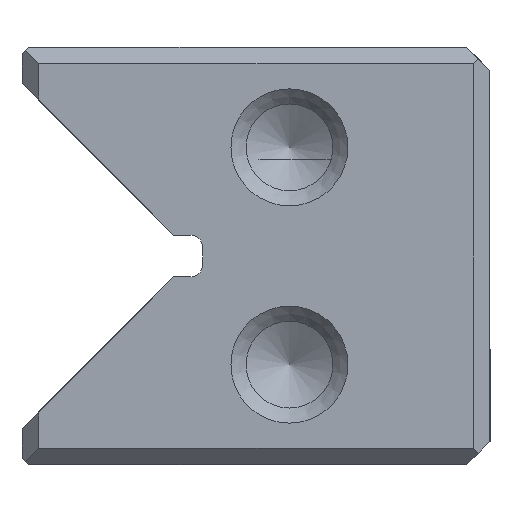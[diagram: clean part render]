
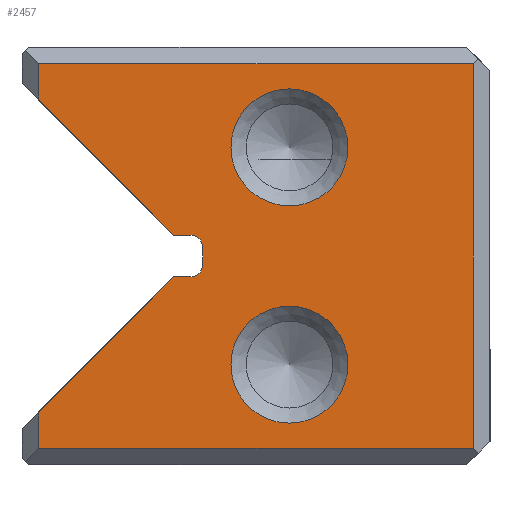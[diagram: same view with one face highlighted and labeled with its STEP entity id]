
A CAD part, left-side view. The second image highlights one B-rep face of the part: STEP entity #2457.
In plain terms, the highlighted planar face has unit normal (-1, 0, 0).
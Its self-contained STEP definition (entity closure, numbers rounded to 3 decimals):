
#2457=ADVANCED_FACE('',(#3337,#3338,#3339),#2826,.T.);
#2826=PLANE('',#8624);
#3066=CIRCLE('',#8620,3.5);
#3067=CIRCLE('',#8621,3.5);
#3068=CIRCLE('',#8622,0.7);
#3069=CIRCLE('',#8623,0.7);
#3337=FACE_BOUND('',#3505,.T.);
#3338=FACE_BOUND('',#3506,.T.);
#3339=FACE_BOUND('',#3507,.T.);
#3505=EDGE_LOOP('',(#4179));
#3506=EDGE_LOOP('',(#4180));
#3507=EDGE_LOOP('',(#4181,#4182,#4183,#4184,#4185,#4186,#4187,#4188,#4189,
#4190,#4191,#4192));
#4179=ORIENTED_EDGE('',*,*,#6619,.F.);
#4180=ORIENTED_EDGE('',*,*,#6620,.T.);
#4181=ORIENTED_EDGE('',*,*,#6621,.F.);
#4182=ORIENTED_EDGE('',*,*,#6622,.T.);
#4183=ORIENTED_EDGE('',*,*,#6623,.T.);
#4184=ORIENTED_EDGE('',*,*,#6624,.T.);
#4185=ORIENTED_EDGE('',*,*,#6625,.T.);
#4186=ORIENTED_EDGE('',*,*,#6626,.T.);
#4187=ORIENTED_EDGE('',*,*,#6627,.T.);
#4188=ORIENTED_EDGE('',*,*,#6628,.T.);
#4189=ORIENTED_EDGE('',*,*,#6629,.T.);
#4190=ORIENTED_EDGE('',*,*,#6630,.T.);
#4191=ORIENTED_EDGE('',*,*,#6631,.T.);
#4192=ORIENTED_EDGE('',*,*,#6632,.F.);
#5991=VERTEX_POINT('',#11021);
#5992=VERTEX_POINT('',#11023);
#5993=VERTEX_POINT('',#11025);
#5994=VERTEX_POINT('',#11026);
#5995=VERTEX_POINT('',#11028);
#5996=VERTEX_POINT('',#11030);
#5997=VERTEX_POINT('',#11032);
#5998=VERTEX_POINT('',#11034);
#5999=VERTEX_POINT('',#11036);
#6000=VERTEX_POINT('',#11038);
#6001=VERTEX_POINT('',#11040);
#6002=VERTEX_POINT('',#11042);
#6003=VERTEX_POINT('',#11044);
#6004=VERTEX_POINT('',#11046);
#6619=EDGE_CURVE('',#5991,#5991,#3066,.T.);
#6620=EDGE_CURVE('',#5992,#5992,#3067,.T.);
#6621=EDGE_CURVE('',#5993,#5994,#7441,.T.);
#6622=EDGE_CURVE('',#5993,#5995,#7442,.T.);
#6623=EDGE_CURVE('',#5995,#5996,#7443,.T.);
#6624=EDGE_CURVE('',#5996,#5997,#7444,.T.);
#6625=EDGE_CURVE('',#5997,#5998,#7445,.T.);
#6626=EDGE_CURVE('',#5998,#5999,#7446,.T.);
#6627=EDGE_CURVE('',#5999,#6000,#7447,.T.);
#6628=EDGE_CURVE('',#6000,#6001,#7448,.T.);
#6629=EDGE_CURVE('',#6001,#6002,#3068,.T.);
#6630=EDGE_CURVE('',#6002,#6003,#7449,.T.);
#6631=EDGE_CURVE('',#6003,#6004,#3069,.T.);
#6632=EDGE_CURVE('',#5994,#6004,#7450,.T.);
#7441=LINE('',#11024,#8103);
#7442=LINE('',#11027,#8104);
#7443=LINE('',#11029,#8105);
#7444=LINE('',#11031,#8106);
#7445=LINE('',#11033,#8107);
#7446=LINE('',#11035,#8108);
#7447=LINE('',#11037,#8109);
#7448=LINE('',#11039,#8110);
#7449=LINE('',#11043,#8111);
#7450=LINE('',#11047,#8112);
#8103=VECTOR('',#9133,1.);
#8104=VECTOR('',#9134,1.);
#8105=VECTOR('',#9135,1.);
#8106=VECTOR('',#9136,1.);
#8107=VECTOR('',#9137,1.);
#8108=VECTOR('',#9138,1.);
#8109=VECTOR('',#9139,1.);
#8110=VECTOR('',#9140,1.);
#8111=VECTOR('',#9143,1.);
#8112=VECTOR('',#9146,1.);
#8620=AXIS2_PLACEMENT_3D('',#11020,#9129,#9130);
#8621=AXIS2_PLACEMENT_3D('',#11022,#9131,#9132);
#8622=AXIS2_PLACEMENT_3D('',#11041,#9141,#9142);
#8623=AXIS2_PLACEMENT_3D('',#11045,#9144,#9145);
#8624=AXIS2_PLACEMENT_3D('',#11048,#9147,#9148);
#9129=DIRECTION('',(-1.,0.,0.));
#9130=DIRECTION('',(0.,0.,1.));
#9131=DIRECTION('',(1.,0.,0.));
#9132=DIRECTION('',(0.,0.,-1.));
#9133=DIRECTION('',(0.,-0.707,0.707));
#9134=DIRECTION('',(0.,0.,-1.));
#9135=DIRECTION('',(0.,-1.,0.));
#9136=DIRECTION('',(0.,0.,1.));
#9137=DIRECTION('',(0.,1.,0.));
#9138=DIRECTION('',(0.,0.,-1.));
#9139=DIRECTION('',(0.,-0.707,-0.707));
#9140=DIRECTION('',(0.,-1.,0.));
#9141=DIRECTION('',(1.,0.,0.));
#9142=DIRECTION('',(0.,0.,1.));
#9143=DIRECTION('',(0.,0.,-1.));
#9144=DIRECTION('',(1.,0.,0.));
#9145=DIRECTION('',(0.,0.,1.));
#9146=DIRECTION('',(0.,-1.,0.));
#9147=DIRECTION('',(-1.,0.,0.));
#9148=DIRECTION('',(0.,0.,-1.));
#11020=CARTESIAN_POINT('',(0.,12.,6.));
#11021=CARTESIAN_POINT('',(0.,12.,9.5));
#11022=CARTESIAN_POINT('',(0.,12.,19.));
#11023=CARTESIAN_POINT('',(0.,12.,15.5));
#11024=CARTESIAN_POINT('',(0.,28.,2.168));
#11025=CARTESIAN_POINT('',(0.,27.,3.168));
#11026=CARTESIAN_POINT('',(0.,18.918,11.25));
#11027=CARTESIAN_POINT('',(0.,27.,0.));
#11028=CARTESIAN_POINT('',(0.,27.,1.));
#11029=CARTESIAN_POINT('',(0.,14.,1.));
#11030=CARTESIAN_POINT('',(0.,1.,1.));
#11031=CARTESIAN_POINT('',(0.,1.,0.));
#11032=CARTESIAN_POINT('',(0.,1.,24.));
#11033=CARTESIAN_POINT('',(0.,14.,24.));
#11034=CARTESIAN_POINT('',(0.,27.,24.));
#11035=CARTESIAN_POINT('',(0.,27.,0.));
#11036=CARTESIAN_POINT('',(0.,27.,21.832));
#11037=CARTESIAN_POINT('',(0.,28.,22.832));
#11038=CARTESIAN_POINT('',(0.,18.918,13.75));
#11039=CARTESIAN_POINT('',(0.,17.2,13.75));
#11040=CARTESIAN_POINT('',(0.,17.9,13.75));
#11041=CARTESIAN_POINT('',(0.,17.9,13.05));
#11042=CARTESIAN_POINT('',(0.,17.2,13.05));
#11043=CARTESIAN_POINT('',(0.,17.2,13.75));
#11044=CARTESIAN_POINT('',(0.,17.2,11.95));
#11045=CARTESIAN_POINT('',(0.,17.9,11.95));
#11046=CARTESIAN_POINT('',(0.,17.9,11.25));
#11047=CARTESIAN_POINT('',(0.,17.2,11.25));
#11048=CARTESIAN_POINT('',(0.,14.,0.));
